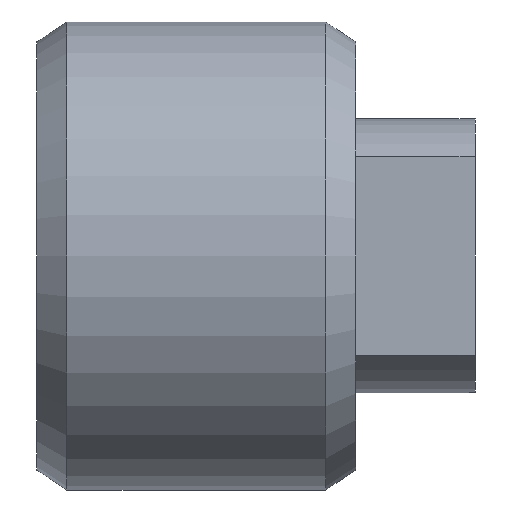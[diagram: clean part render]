
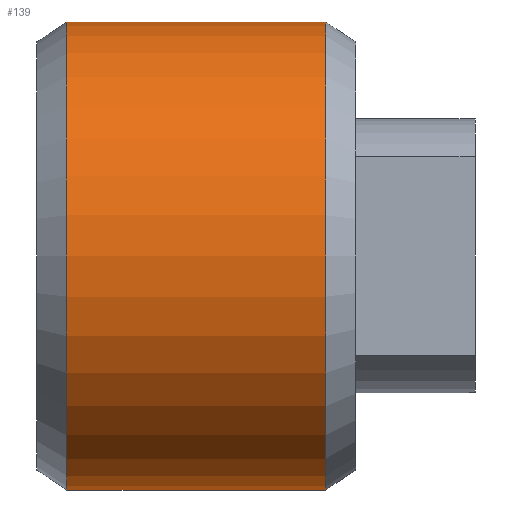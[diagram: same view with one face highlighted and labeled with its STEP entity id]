
A CAD part, front view. The second image highlights one B-rep face of the part: STEP entity #139.
In plain terms, the highlighted cylindrical face has radius 11.75 mm (diameter 23.5 mm), a partial arc.
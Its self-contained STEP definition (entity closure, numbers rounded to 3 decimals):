
#28 = VERTEX_POINT ( 'NONE', #51 ) ;
#36 = VERTEX_POINT ( 'NONE', #254 ) ;
#44 = EDGE_CURVE ( 'NONE', #28, #36, #277, .T. ) ;
#51 = CARTESIAN_POINT ( 'NONE',  ( 6.318, 0., -11.75 ) ) ;
#54 = FACE_OUTER_BOUND ( 'NONE', #163, .T. ) ;
#60 = DIRECTION ( 'NONE',  ( 0., 0., 1. ) ) ;
#79 = VERTEX_POINT ( 'NONE', #654 ) ;
#136 = CARTESIAN_POINT ( 'NONE',  ( -6.682, 0., 11.75 ) ) ;
#139 = ADVANCED_FACE ( 'NONE', ( #54 ), #190, .T. ) ;
#140 = DIRECTION ( 'NONE',  ( -1., 0., 0. ) ) ;
#149 = AXIS2_PLACEMENT_3D ( 'NONE', #617, #452, #395 ) ;
#163 = EDGE_LOOP ( 'NONE', ( #337, #523, #214, #641 ) ) ;
#171 = DIRECTION ( 'NONE',  ( -1., 0., 0. ) ) ;
#190 = CYLINDRICAL_SURFACE ( 'NONE', #561, 11.75 ) ;
#208 = VECTOR ( 'NONE', #171, 1000. ) ;
#214 = ORIENTED_EDGE ( 'NONE', *, *, #237, .T. ) ;
#222 = CIRCLE ( 'NONE', #283, 11.75 ) ;
#237 = EDGE_CURVE ( 'NONE', #36, #450, #533, .T. ) ;
#251 = VECTOR ( 'NONE', #421, 1000. ) ;
#254 = CARTESIAN_POINT ( 'NONE',  ( 6.318, 0., 11.75 ) ) ;
#277 = CIRCLE ( 'NONE', #149, 11.75 ) ;
#283 = AXIS2_PLACEMENT_3D ( 'NONE', #340, #550, #585 ) ;
#291 = CARTESIAN_POINT ( 'NONE',  ( -142.529, 0., 0. ) ) ;
#335 = EDGE_CURVE ( 'NONE', #28, #79, #487, .T. ) ;
#337 = ORIENTED_EDGE ( 'NONE', *, *, #335, .F. ) ;
#340 = CARTESIAN_POINT ( 'NONE',  ( -6.682, 0., 0. ) ) ;
#370 = CARTESIAN_POINT ( 'NONE',  ( -142.529, 0., 11.75 ) ) ;
#395 = DIRECTION ( 'NONE',  ( 0., 0., 1. ) ) ;
#421 = DIRECTION ( 'NONE',  ( -1., 0., 0. ) ) ;
#437 = CARTESIAN_POINT ( 'NONE',  ( -142.529, 0., -11.75 ) ) ;
#450 = VERTEX_POINT ( 'NONE', #136 ) ;
#452 = DIRECTION ( 'NONE',  ( -1., 0., 0. ) ) ;
#453 = EDGE_CURVE ( 'NONE', #79, #450, #222, .T. ) ;
#487 = LINE ( 'NONE', #437, #208 ) ;
#523 = ORIENTED_EDGE ( 'NONE', *, *, #44, .T. ) ;
#533 = LINE ( 'NONE', #370, #251 ) ;
#550 = DIRECTION ( 'NONE',  ( -1., 0., 0. ) ) ;
#561 = AXIS2_PLACEMENT_3D ( 'NONE', #291, #140, #60 ) ;
#585 = DIRECTION ( 'NONE',  ( 0., 0., 1. ) ) ;
#617 = CARTESIAN_POINT ( 'NONE',  ( 6.318, 0., 0. ) ) ;
#641 = ORIENTED_EDGE ( 'NONE', *, *, #453, .F. ) ;
#654 = CARTESIAN_POINT ( 'NONE',  ( -6.682, 0., -11.75 ) ) ;
